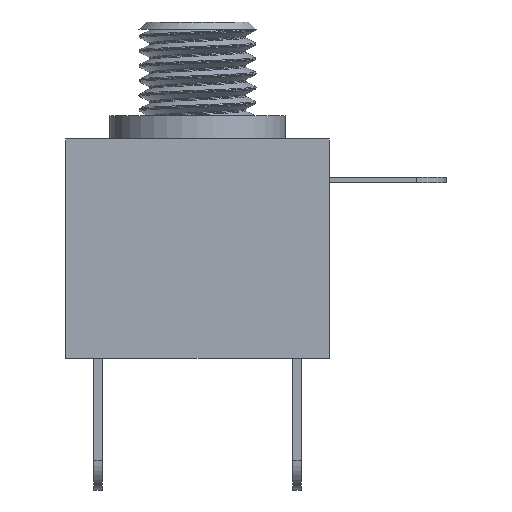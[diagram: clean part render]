
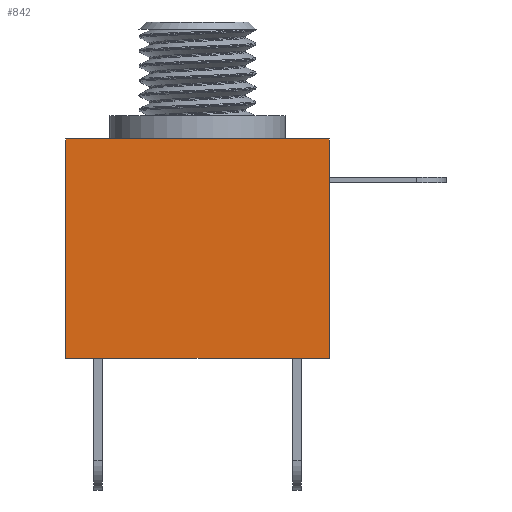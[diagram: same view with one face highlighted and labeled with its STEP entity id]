
A CAD part, left-side view. The second image highlights one B-rep face of the part: STEP entity #842.
In plain terms, the highlighted planar face has unit normal (-1, 0, 0).
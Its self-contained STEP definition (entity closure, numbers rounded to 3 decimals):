
#90=LINE('',#1268,#146);
#98=LINE('',#1283,#154);
#99=LINE('',#1285,#155);
#100=LINE('',#1286,#156);
#146=VECTOR('',#1083,10.);
#154=VECTOR('',#1095,10.);
#155=VECTOR('',#1098,10.);
#156=VECTOR('',#1099,10.);
#225=FACE_OUTER_BOUND('',#283,.T.);
#283=EDGE_LOOP('',(#634,#635,#636,#637));
#370=VERTEX_POINT('',#1264);
#372=VERTEX_POINT('',#1267);
#376=VERTEX_POINT('',#1279);
#377=VERTEX_POINT('',#1281);
#464=EDGE_CURVE('',#370,#372,#90,.T.);
#472=EDGE_CURVE('',#376,#377,#98,.T.);
#473=EDGE_CURVE('',#376,#370,#99,.T.);
#474=EDGE_CURVE('',#372,#377,#100,.T.);
#634=ORIENTED_EDGE('',*,*,#473,.F.);
#635=ORIENTED_EDGE('',*,*,#472,.T.);
#636=ORIENTED_EDGE('',*,*,#474,.F.);
#637=ORIENTED_EDGE('',*,*,#464,.F.);
#758=PLANE('',#931);
#842=ADVANCED_FACE('',(#225),#758,.T.);
#931=AXIS2_PLACEMENT_3D('',#1284,#1096,#1097);
#1083=DIRECTION('',(0.,0.,-1.));
#1095=DIRECTION('',(0.,0.,-1.));
#1096=DIRECTION('center_axis',(-1.,0.,0.));
#1097=DIRECTION('ref_axis',(0.,1.,0.));
#1098=DIRECTION('',(0.,-1.,0.));
#1099=DIRECTION('',(0.,1.,0.));
#1264=CARTESIAN_POINT('',(-3.5,0.,0.));
#1267=CARTESIAN_POINT('',(-3.5,0.,-7.5));
#1268=CARTESIAN_POINT('',(-3.5,0.,0.));
#1279=CARTESIAN_POINT('',(-3.5,9.,0.));
#1281=CARTESIAN_POINT('',(-3.5,9.,-7.5));
#1283=CARTESIAN_POINT('',(-3.5,9.,0.));
#1284=CARTESIAN_POINT('Origin',(-3.5,0.,0.));
#1285=CARTESIAN_POINT('',(-3.5,9.,0.));
#1286=CARTESIAN_POINT('',(-3.5,9.,-7.5));
